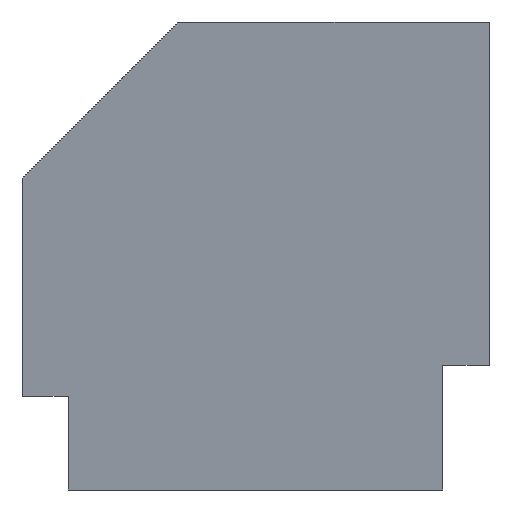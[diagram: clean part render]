
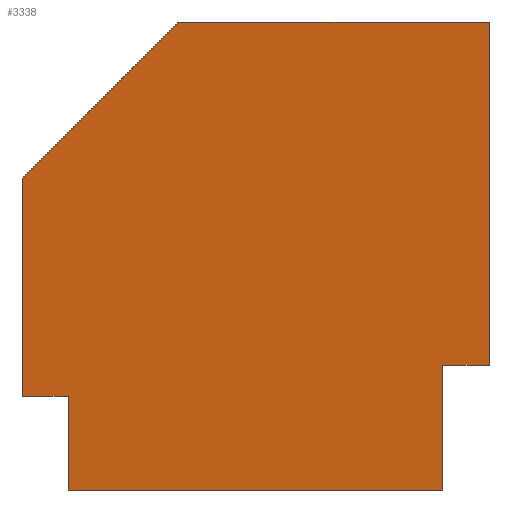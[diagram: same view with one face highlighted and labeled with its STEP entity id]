
A CAD part, left-side view. The second image highlights one B-rep face of the part: STEP entity #3338.
In plain terms, the highlighted planar face has unit normal (-0.981, 0.197, 0).
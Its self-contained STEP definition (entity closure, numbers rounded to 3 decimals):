
#3338 = ADVANCED_FACE('',(#3339),#3353,.T.);
#3339 = FACE_BOUND('',#3340,.T.);
#3340 = EDGE_LOOP('',(#3341,#3364,#3379,#3394,#3410,#3425,#3440,#3456,
    #3472));
#3341 = ORIENTED_EDGE('',*,*,#3342,.F.);
#3342 = EDGE_CURVE('',#3343,#3345,#3347,.T.);
#3343 = VERTEX_POINT('',#3344);
#3344 = CARTESIAN_POINT('',(-1.4,2.992,0.6));
#3345 = VERTEX_POINT('',#3346);
#3346 = CARTESIAN_POINT('',(-1.4,2.992,2.));
#3347 = SURFACE_CURVE('',#3348,(#3352),.PCURVE_S1.);
#3348 = LINE('',#3349,#3350);
#3349 = CARTESIAN_POINT('',(-1.4,2.992,0.));
#3350 = VECTOR('',#3351,1.);
#3351 = DIRECTION('',(0.,0.,1.));
#3352 = PCURVE('',#3353,#3358);
#3353 = PLANE('',#3354);
#3354 = AXIS2_PLACEMENT_3D('',#3355,#3356,#3357);
#3355 = CARTESIAN_POINT('',(-2.,0.,0.));
#3356 = DIRECTION('',(-0.98,0.197,0.));
#3357 = DIRECTION('',(0.197,0.98,0.));
#3358 = DEFINITIONAL_REPRESENTATION('',(#3359),#3363);
#3359 = LINE('',#3360,#3361);
#3360 = CARTESIAN_POINT('',(3.052,0.));
#3361 = VECTOR('',#3362,1.);
#3362 = DIRECTION('',(0.,-1.));
#3363 = ( GEOMETRIC_REPRESENTATION_CONTEXT(2) 
PARAMETRIC_REPRESENTATION_CONTEXT() REPRESENTATION_CONTEXT('2D SPACE',''
  ) );
#3364 = ORIENTED_EDGE('',*,*,#3365,.F.);
#3365 = EDGE_CURVE('',#3366,#3343,#3368,.T.);
#3366 = VERTEX_POINT('',#3367);
#3367 = CARTESIAN_POINT('',(-1.459,2.7,0.6));
#3368 = SURFACE_CURVE('',#3369,(#3373),.PCURVE_S1.);
#3369 = LINE('',#3370,#3371);
#3370 = CARTESIAN_POINT('',(-1.73,1.346,0.6));
#3371 = VECTOR('',#3372,1.);
#3372 = DIRECTION('',(0.197,0.98,0.));
#3373 = PCURVE('',#3353,#3374);
#3374 = DEFINITIONAL_REPRESENTATION('',(#3375),#3378);
#3375 = B_SPLINE_CURVE_WITH_KNOTS('',1,(#3376,#3377),.UNSPECIFIED.,.F.,
  .F.,(2,2),(1.35,1.718),.PIECEWISE_BEZIER_KNOTS.);
#3376 = CARTESIAN_POINT('',(2.723,-0.6));
#3377 = CARTESIAN_POINT('',(3.09,-0.6));
#3378 = ( GEOMETRIC_REPRESENTATION_CONTEXT(2) 
PARAMETRIC_REPRESENTATION_CONTEXT() REPRESENTATION_CONTEXT('2D SPACE',''
  ) );
#3379 = ORIENTED_EDGE('',*,*,#3380,.T.);
#3380 = EDGE_CURVE('',#3366,#3381,#3383,.T.);
#3381 = VERTEX_POINT('',#3382);
#3382 = CARTESIAN_POINT('',(-1.459,2.7,0.));
#3383 = SURFACE_CURVE('',#3384,(#3388),.PCURVE_S1.);
#3384 = LINE('',#3385,#3386);
#3385 = CARTESIAN_POINT('',(-1.459,2.7,0.));
#3386 = VECTOR('',#3387,1.);
#3387 = DIRECTION('',(0.,0.,-1.));
#3388 = PCURVE('',#3353,#3389);
#3389 = DEFINITIONAL_REPRESENTATION('',(#3390),#3393);
#3390 = B_SPLINE_CURVE_WITH_KNOTS('',1,(#3391,#3392),.UNSPECIFIED.,.F.,
  .F.,(2,2),(-0.66,0.06),.PIECEWISE_BEZIER_KNOTS.);
#3391 = CARTESIAN_POINT('',(2.754,-0.66));
#3392 = CARTESIAN_POINT('',(2.754,0.06));
#3393 = ( GEOMETRIC_REPRESENTATION_CONTEXT(2) 
PARAMETRIC_REPRESENTATION_CONTEXT() REPRESENTATION_CONTEXT('2D SPACE',''
  ) );
#3394 = ORIENTED_EDGE('',*,*,#3395,.F.);
#3395 = EDGE_CURVE('',#3396,#3381,#3398,.T.);
#3396 = VERTEX_POINT('',#3397);
#3397 = CARTESIAN_POINT('',(-1.94,0.3,0.));
#3398 = SURFACE_CURVE('',#3399,(#3403),.PCURVE_S1.);
#3399 = LINE('',#3400,#3401);
#3400 = CARTESIAN_POINT('',(-2.,0.,0.));
#3401 = VECTOR('',#3402,1.);
#3402 = DIRECTION('',(0.197,0.98,0.));
#3403 = PCURVE('',#3353,#3404);
#3404 = DEFINITIONAL_REPRESENTATION('',(#3405),#3409);
#3405 = LINE('',#3406,#3407);
#3406 = CARTESIAN_POINT('',(0.,0.));
#3407 = VECTOR('',#3408,1.);
#3408 = DIRECTION('',(1.,0.));
#3409 = ( GEOMETRIC_REPRESENTATION_CONTEXT(2) 
PARAMETRIC_REPRESENTATION_CONTEXT() REPRESENTATION_CONTEXT('2D SPACE',''
  ) );
#3410 = ORIENTED_EDGE('',*,*,#3411,.F.);
#3411 = EDGE_CURVE('',#3412,#3396,#3414,.T.);
#3412 = VERTEX_POINT('',#3413);
#3413 = CARTESIAN_POINT('',(-1.94,0.3,0.8));
#3414 = SURFACE_CURVE('',#3415,(#3419),.PCURVE_S1.);
#3415 = LINE('',#3416,#3417);
#3416 = CARTESIAN_POINT('',(-1.94,0.3,0.));
#3417 = VECTOR('',#3418,1.);
#3418 = DIRECTION('',(0.,0.,-1.));
#3419 = PCURVE('',#3353,#3420);
#3420 = DEFINITIONAL_REPRESENTATION('',(#3421),#3424);
#3421 = B_SPLINE_CURVE_WITH_KNOTS('',1,(#3422,#3423),.UNSPECIFIED.,.F.,
  .F.,(2,2),(-0.88,0.08),.PIECEWISE_BEZIER_KNOTS.);
#3422 = CARTESIAN_POINT('',(0.306,-0.88));
#3423 = CARTESIAN_POINT('',(0.306,0.08));
#3424 = ( GEOMETRIC_REPRESENTATION_CONTEXT(2) 
PARAMETRIC_REPRESENTATION_CONTEXT() REPRESENTATION_CONTEXT('2D SPACE',''
  ) );
#3425 = ORIENTED_EDGE('',*,*,#3426,.F.);
#3426 = EDGE_CURVE('',#3427,#3412,#3429,.T.);
#3427 = VERTEX_POINT('',#3428);
#3428 = CARTESIAN_POINT('',(-2.,0.,0.8));
#3429 = SURFACE_CURVE('',#3430,(#3434),.PCURVE_S1.);
#3430 = LINE('',#3431,#3432);
#3431 = CARTESIAN_POINT('',(-2.01,-0.048,0.8));
#3432 = VECTOR('',#3433,1.);
#3433 = DIRECTION('',(0.197,0.98,0.));
#3434 = PCURVE('',#3353,#3435);
#3435 = DEFINITIONAL_REPRESENTATION('',(#3436),#3439);
#3436 = B_SPLINE_CURVE_WITH_KNOTS('',1,(#3437,#3438),.UNSPECIFIED.,.F.,
  .F.,(2,2),(0.019,0.386),
  .PIECEWISE_BEZIER_KNOTS.);
#3437 = CARTESIAN_POINT('',(-0.031,-0.8));
#3438 = CARTESIAN_POINT('',(0.337,-0.8));
#3439 = ( GEOMETRIC_REPRESENTATION_CONTEXT(2) 
PARAMETRIC_REPRESENTATION_CONTEXT() REPRESENTATION_CONTEXT('2D SPACE',''
  ) );
#3440 = ORIENTED_EDGE('',*,*,#3441,.T.);
#3441 = EDGE_CURVE('',#3427,#3442,#3444,.T.);
#3442 = VERTEX_POINT('',#3443);
#3443 = CARTESIAN_POINT('',(-2.,0.,3.));
#3444 = SURFACE_CURVE('',#3445,(#3449),.PCURVE_S1.);
#3445 = LINE('',#3446,#3447);
#3446 = CARTESIAN_POINT('',(-2.,0.,0.));
#3447 = VECTOR('',#3448,1.);
#3448 = DIRECTION('',(0.,0.,1.));
#3449 = PCURVE('',#3353,#3450);
#3450 = DEFINITIONAL_REPRESENTATION('',(#3451),#3455);
#3451 = LINE('',#3452,#3453);
#3452 = CARTESIAN_POINT('',(0.,0.));
#3453 = VECTOR('',#3454,1.);
#3454 = DIRECTION('',(0.,-1.));
#3455 = ( GEOMETRIC_REPRESENTATION_CONTEXT(2) 
PARAMETRIC_REPRESENTATION_CONTEXT() REPRESENTATION_CONTEXT('2D SPACE',''
  ) );
#3456 = ORIENTED_EDGE('',*,*,#3457,.T.);
#3457 = EDGE_CURVE('',#3442,#3458,#3460,.T.);
#3458 = VERTEX_POINT('',#3459);
#3459 = CARTESIAN_POINT('',(-1.601,1.992,3.));
#3460 = SURFACE_CURVE('',#3461,(#3465),.PCURVE_S1.);
#3461 = LINE('',#3462,#3463);
#3462 = CARTESIAN_POINT('',(-2.,0.,3.));
#3463 = VECTOR('',#3464,1.);
#3464 = DIRECTION('',(0.197,0.98,0.));
#3465 = PCURVE('',#3353,#3466);
#3466 = DEFINITIONAL_REPRESENTATION('',(#3467),#3471);
#3467 = LINE('',#3468,#3469);
#3468 = CARTESIAN_POINT('',(0.,-3.));
#3469 = VECTOR('',#3470,1.);
#3470 = DIRECTION('',(1.,0.));
#3471 = ( GEOMETRIC_REPRESENTATION_CONTEXT(2) 
PARAMETRIC_REPRESENTATION_CONTEXT() REPRESENTATION_CONTEXT('2D SPACE',''
  ) );
#3472 = ORIENTED_EDGE('',*,*,#3473,.F.);
#3473 = EDGE_CURVE('',#3345,#3458,#3474,.T.);
#3474 = SURFACE_CURVE('',#3475,(#3479),.PCURVE_S1.);
#3475 = LINE('',#3476,#3477);
#3476 = CARTESIAN_POINT('',(-1.504,2.474,
    2.518));
#3477 = VECTOR('',#3478,1.);
#3478 = DIRECTION('',(-0.14,-0.7,0.7));
#3479 = PCURVE('',#3353,#3480);
#3480 = DEFINITIONAL_REPRESENTATION('',(#3481),#3485);
#3481 = LINE('',#3482,#3483);
#3482 = CARTESIAN_POINT('',(2.524,-2.518));
#3483 = VECTOR('',#3484,1.);
#3484 = DIRECTION('',(-0.714,-0.7));
#3485 = ( GEOMETRIC_REPRESENTATION_CONTEXT(2) 
PARAMETRIC_REPRESENTATION_CONTEXT() REPRESENTATION_CONTEXT('2D SPACE',''
  ) );
